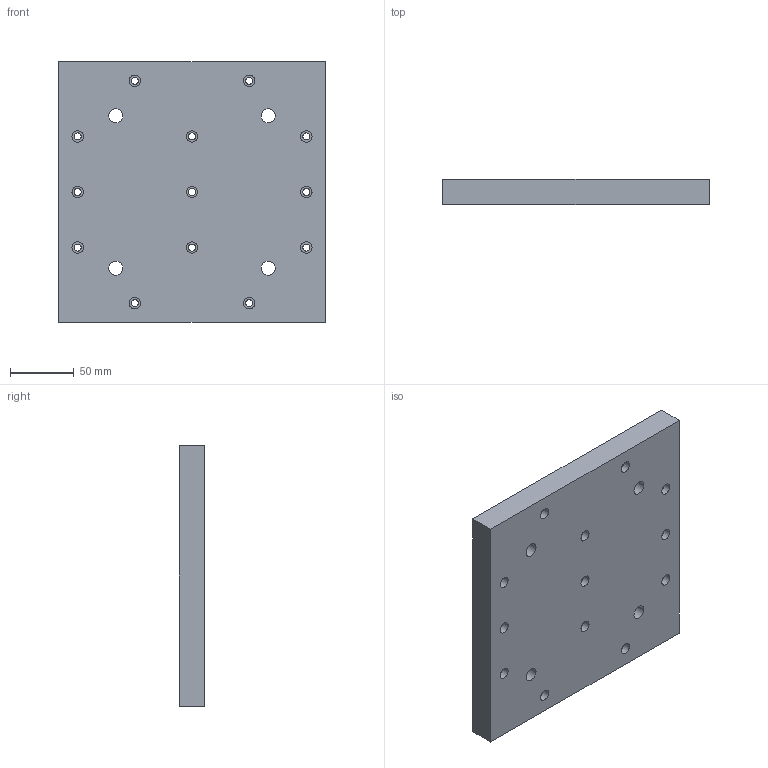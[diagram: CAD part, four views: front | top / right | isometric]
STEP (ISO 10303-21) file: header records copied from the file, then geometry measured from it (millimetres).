
FILE_DESCRIPTION(('FreeCAD Model'),'2;1');
FILE_NAME('Open CASCADE Shape Model','2025-02-27T20:44:09',(''),(''), 'Open CASCADE STEP processor 7.8','FreeCAD','Unknown');
FILE_SCHEMA(('AUTOMOTIVE_DESIGN { 1 0 10303 214 1 1 1 1 }'));
Length unit declared in the file: millimetre
Products named in the file (1): MoldBottom
Bounding box: 210 x 20 x 205 mm (x, y, z)
Volume: 726626.5 mm3; surface area: 116479.3 mm2
Topology: 1 solids, 1 shells, 72 faces, 150 edges, 100 vertices
Faces by surface type: plane 38, cylinder 34
Full cylindrical faces by diameter (mm): 5.5 x13, 9 x13, 11 x4, 13 x4
Entity records: 4047 total; most frequent: CARTESIAN_POINT 749, DIRECTION 643, LINE 314, VECTOR 314, ORIENTED_EDGE 300, PCURVE 300, DEFINITIONAL_REPRESENTATION 300, EDGE_CURVE 150
